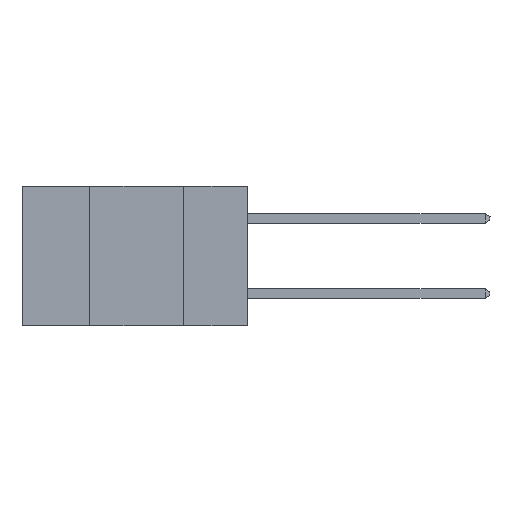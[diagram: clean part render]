
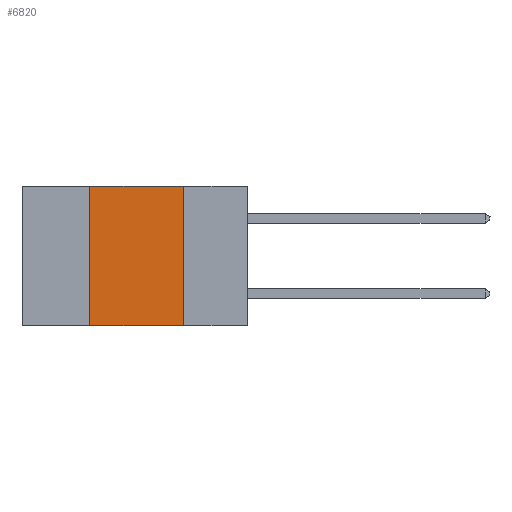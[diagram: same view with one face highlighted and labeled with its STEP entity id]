
A CAD part, left-side view. The second image highlights one B-rep face of the part: STEP entity #6820.
In plain terms, the highlighted planar face has unit normal (-1, 0, 0).
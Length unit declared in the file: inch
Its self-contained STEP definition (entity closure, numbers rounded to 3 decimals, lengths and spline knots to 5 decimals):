
#435 = ORIENTED_EDGE ( 'NONE', *, *, #8228, .F. ) ;
#1018 = VERTEX_POINT ( 'NONE', #11584 ) ;
#1189 = CARTESIAN_POINT ( 'NONE',  ( 0., 0.6, 0. ) ) ;
#1229 = CARTESIAN_POINT ( 'NONE',  ( 0., 0.17, -0.37 ) ) ;
#3288 = LINE ( 'NONE', #10918, #10647 ) ;
#3720 = DIRECTION ( 'NONE',  ( 0., -1., 0. ) ) ;
#4180 = EDGE_CURVE ( 'NONE', #6355, #8100, #8675, .T. ) ;
#4342 = PLANE ( 'NONE',  #5077 ) ;
#4834 = LINE ( 'NONE', #13391, #9132 ) ;
#5077 = AXIS2_PLACEMENT_3D ( 'NONE', #1189, #7797, #12055 ) ;
#5412 = CARTESIAN_POINT ( 'NONE',  ( 0., 0.17, -0.37 ) ) ;
#5599 = DIRECTION ( 'NONE',  ( 0., 0., -1. ) ) ;
#6355 = VERTEX_POINT ( 'NONE', #11034 ) ;
#6820 = ADVANCED_FACE ( 'NONE', ( #7585 ), #4342, .F. ) ;
#7263 = EDGE_CURVE ( 'NONE', #1018, #9918, #3288, .T. ) ;
#7585 = FACE_OUTER_BOUND ( 'NONE', #11311, .T. ) ;
#7797 = DIRECTION ( 'NONE',  ( 1., 0., 0. ) ) ;
#8100 = VERTEX_POINT ( 'NONE', #5412 ) ;
#8228 = EDGE_CURVE ( 'NONE', #9918, #6355, #4834, .T. ) ;
#8261 = ORIENTED_EDGE ( 'NONE', *, *, #7263, .F. ) ;
#8675 = LINE ( 'NONE', #1229, #10591 ) ;
#8714 = LINE ( 'NONE', #12203, #9109 ) ;
#9109 = VECTOR ( 'NONE', #11163, 39.37008 ) ;
#9132 = VECTOR ( 'NONE', #3720, 39.37008 ) ;
#9432 = ORIENTED_EDGE ( 'NONE', *, *, #4180, .F. ) ;
#9918 = VERTEX_POINT ( 'NONE', #12612 ) ;
#10591 = VECTOR ( 'NONE', #5599, 39.37008 ) ;
#10647 = VECTOR ( 'NONE', #12039, 39.37008 ) ;
#10918 = CARTESIAN_POINT ( 'NONE',  ( 0., 0.42, -0.37 ) ) ;
#10966 = EDGE_CURVE ( 'NONE', #1018, #8100, #8714, .T. ) ;
#11034 = CARTESIAN_POINT ( 'NONE',  ( 0., 0.17, 0. ) ) ;
#11163 = DIRECTION ( 'NONE',  ( 0., -1., 0. ) ) ;
#11311 = EDGE_LOOP ( 'NONE', ( #9432, #435, #8261, #11602 ) ) ;
#11584 = CARTESIAN_POINT ( 'NONE',  ( 0., 0.42, -0.37 ) ) ;
#11602 = ORIENTED_EDGE ( 'NONE', *, *, #10966, .T. ) ;
#12039 = DIRECTION ( 'NONE',  ( 0., 0., 1. ) ) ;
#12055 = DIRECTION ( 'NONE',  ( 0., 0., -1. ) ) ;
#12203 = CARTESIAN_POINT ( 'NONE',  ( 0., 0.6, -0.37 ) ) ;
#12612 = CARTESIAN_POINT ( 'NONE',  ( 0., 0.42, 0. ) ) ;
#13391 = CARTESIAN_POINT ( 'NONE',  ( 0., 0.6, 0. ) ) ;
